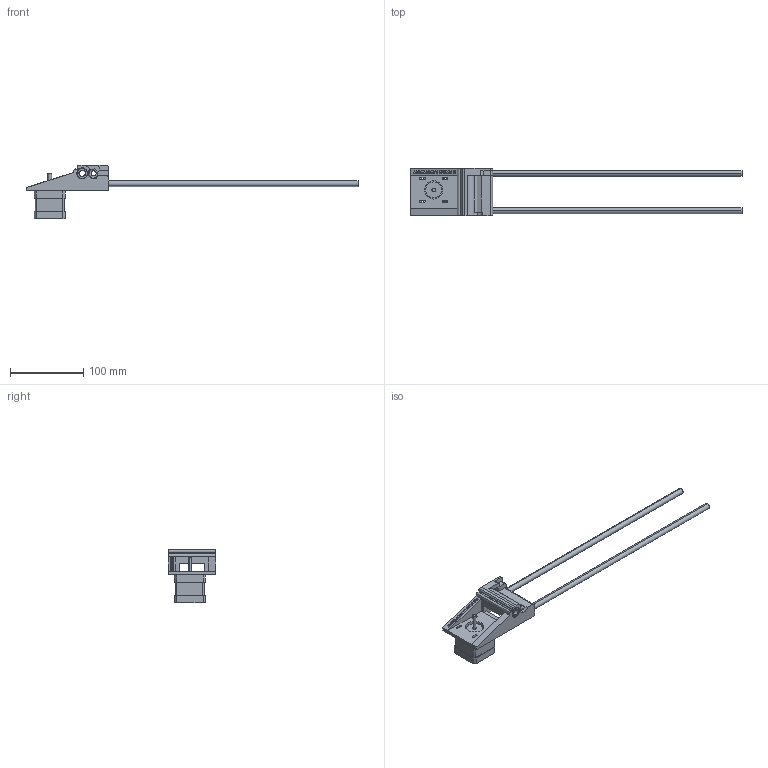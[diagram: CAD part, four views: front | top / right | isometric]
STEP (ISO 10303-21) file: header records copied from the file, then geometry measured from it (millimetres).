
FILE_DESCRIPTION (( 'STEP AP214' ), '1' );
FILE_NAME ('assemblae-z-axis.STEP', '2015-12-12T14:35:04', ( '' ), ( '' ), 'SwSTEP 2.0', 'SolidWorks 2014', '' );
FILE_SCHEMA (( 'AUTOMOTIVE_DESIGN' ));
Length unit declared in the file: millimetre
Products named in the file (11): barre-lisse-370mm; assemblae-z-axis; LM8UU; abs-z-axis-left; ?ema 17; ?ema 17___ _________
Assembly tree (6 placements, depth 2):
  assemblae-z-axis
    abs-z-axis-left
    LM8UU  x2
    barre-lisse-370mm  x2
    ?ema 17___ _________
  ?ema 17
  LM8UU
  LM8UU
  barre-lisse-370mm
Bounding box: 454.5 x 65.3 x 73 mm (x, y, z)
Volume: 180870.3 mm3; surface area: 67697.8 mm2
Topology: 7 solids, 7 shells, 408 faces, 1043 edges, 692 vertices
Faces by surface type: plane 259, cylinder 95, bspline 46, cone 8
Entity records: 15139 total; most frequent: CARTESIAN_POINT 5543, ORIENTED_EDGE 1938, DIRECTION 1696, EDGE_CURVE 969, VECTOR 726, LINE 726, VERTEX_POINT 644, AXIS2_PLACEMENT_3D 485
